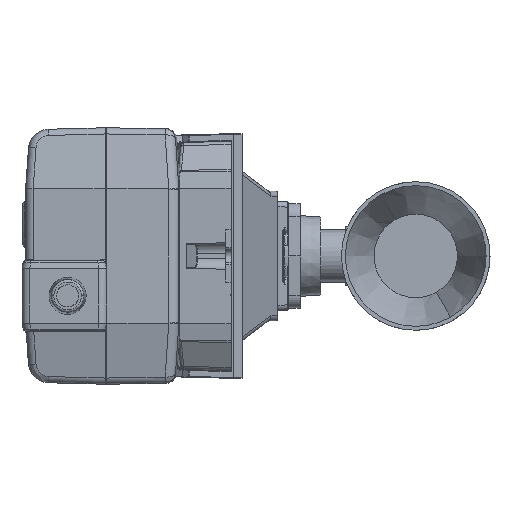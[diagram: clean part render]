
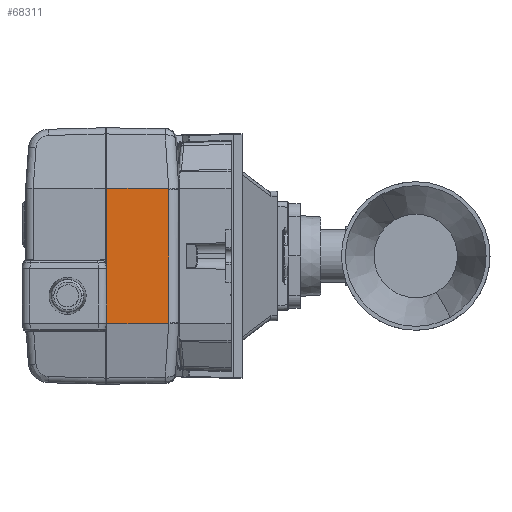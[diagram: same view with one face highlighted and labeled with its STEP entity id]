
A CAD part, left-side view. The second image highlights one B-rep face of the part: STEP entity #68311.
In plain terms, the highlighted face is planar.
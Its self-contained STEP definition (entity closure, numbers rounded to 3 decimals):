
#272 = ORIENTED_EDGE ( 'NONE', *, *, #107079, .T. ) ;
#357 = VERTEX_POINT ( 'NONE', #8624 ) ;
#372 = DIRECTION ( 'NONE',  ( 0.001, -0.998, 0.07 ) ) ;
#1374 = DIRECTION ( 'NONE',  ( 0., 1., 0. ) ) ;
#2786 = CARTESIAN_POINT ( 'NONE',  ( 159.586, 25.987, 23.97 ) ) ;
#3125 = CARTESIAN_POINT ( 'NONE',  ( 160., 26.03, 47.7 ) ) ;
#3396 = CARTESIAN_POINT ( 'NONE',  ( 159.585, 0., 23.93 ) ) ;
#4218 = DIRECTION ( 'NONE',  ( -0.017, 0., -1. ) ) ;
#4289 = VERTEX_POINT ( 'NONE', #83634 ) ;
#8151 = CARTESIAN_POINT ( 'NONE',  ( 160., 33.104, 47.7 ) ) ;
#8624 = CARTESIAN_POINT ( 'NONE',  ( 160., -26.03, 47.7 ) ) ;
#9076 = LINE ( 'NONE', #55332, #62758 ) ;
#11160 = EDGE_CURVE ( 'NONE', #4289, #97579, #108730, .T. ) ;
#15953 = EDGE_CURVE ( 'NONE', #357, #97579, #50036, .T. ) ;
#19953 = DIRECTION ( 'NONE',  ( 0., 1., 0. ) ) ;
#20670 = AXIS2_PLACEMENT_3D ( 'NONE', #59940, #60496, #4218 ) ;
#25900 = VECTOR ( 'NONE', #372, 1000. ) ;
#27496 = EDGE_CURVE ( 'NONE', #105856, #357, #69863, .T. ) ;
#27502 = EDGE_LOOP ( 'NONE', ( #33216, #61868, #272, #38279, #101944, #103315, #85973, #114802 ) ) ;
#31771 = VECTOR ( 'NONE', #104572, 1000. ) ;
#33216 = ORIENTED_EDGE ( 'NONE', *, *, #15953, .T. ) ;
#38279 = ORIENTED_EDGE ( 'NONE', *, *, #74102, .F. ) ;
#41994 = DIRECTION ( 'NONE',  ( 0., -1., 0. ) ) ;
#46676 = CARTESIAN_POINT ( 'NONE',  ( 159.585, 25.422, 23.93 ) ) ;
#50036 = LINE ( 'NONE', #61317, #96069 ) ;
#50053 = CARTESIAN_POINT ( 'NONE',  ( 159.586, -25.987, 23.97 ) ) ;
#50317 = CARTESIAN_POINT ( 'NONE',  ( 159.586, 25.987, 23.97 ) ) ;
#55332 = CARTESIAN_POINT ( 'NONE',  ( 160., -26.85, 47.7 ) ) ;
#56230 = EDGE_CURVE ( 'NONE', #57165, #58739, #57301, .T. ) ;
#57165 = VERTEX_POINT ( 'NONE', #50317 ) ;
#57301 = LINE ( 'NONE', #2786, #98427 ) ;
#58519 = VECTOR ( 'NONE', #19953, 1000. ) ;
#58739 = VERTEX_POINT ( 'NONE', #3125 ) ;
#59940 = CARTESIAN_POINT ( 'NONE',  ( 160., 0., 47.7 ) ) ;
#60496 = DIRECTION ( 'NONE',  ( 1., 0., -0.017 ) ) ;
#61202 = DIRECTION ( 'NONE',  ( -0.001, -0.998, -0.07 ) ) ;
#61317 = CARTESIAN_POINT ( 'NONE',  ( 160., -26.03, 47.7 ) ) ;
#61868 = ORIENTED_EDGE ( 'NONE', *, *, #11160, .F. ) ;
#62625 = CARTESIAN_POINT ( 'NONE',  ( 159.585, -25.709, 23.95 ) ) ;
#62758 = VECTOR ( 'NONE', #1374, 1000. ) ;
#68311 = ADVANCED_FACE ( 'NONE', ( #96590 ), #75960, .T. ) ;
#68497 = CARTESIAN_POINT ( 'NONE',  ( 160., 33.104, 47.7 ) ) ;
#69184 = CARTESIAN_POINT ( 'NONE',  ( 160., -4.8, 47.7 ) ) ;
#69863 = LINE ( 'NONE', #8151, #114053 ) ;
#74102 = EDGE_CURVE ( 'NONE', #57165, #114149, #106197, .T. ) ;
#75960 = PLANE ( 'NONE',  #20670 ) ;
#77066 = EDGE_CURVE ( 'NONE', #58739, #82625, #77376, .T. ) ;
#77376 = LINE ( 'NONE', #68497, #31771 ) ;
#77940 = DIRECTION ( 'NONE',  ( -0.017, 0.002, -1. ) ) ;
#82625 = VERTEX_POINT ( 'NONE', #69184 ) ;
#83634 = CARTESIAN_POINT ( 'NONE',  ( 159.585, -25.422, 23.93 ) ) ;
#85973 = ORIENTED_EDGE ( 'NONE', *, *, #110148, .F. ) ;
#88992 = CARTESIAN_POINT ( 'NONE',  ( 159.585, 25.709, 23.95 ) ) ;
#90963 = CARTESIAN_POINT ( 'NONE',  ( 160., -25.8, 47.7 ) ) ;
#96069 = VECTOR ( 'NONE', #77940, 1000. ) ;
#96590 = FACE_OUTER_BOUND ( 'NONE', #27502, .T. ) ;
#97579 = VERTEX_POINT ( 'NONE', #50053 ) ;
#98427 = VECTOR ( 'NONE', #100001, 1000. ) ;
#100001 = DIRECTION ( 'NONE',  ( 0.017, 0.002, 1. ) ) ;
#101944 = ORIENTED_EDGE ( 'NONE', *, *, #56230, .T. ) ;
#103315 = ORIENTED_EDGE ( 'NONE', *, *, #77066, .T. ) ;
#104572 = DIRECTION ( 'NONE',  ( 0., -1., 0. ) ) ;
#105856 = VERTEX_POINT ( 'NONE', #90963 ) ;
#106197 = LINE ( 'NONE', #88992, #114708 ) ;
#107079 = EDGE_CURVE ( 'NONE', #4289, #114149, #111808, .T. ) ;
#108730 = LINE ( 'NONE', #62625, #25900 ) ;
#110148 = EDGE_CURVE ( 'NONE', #105856, #82625, #9076, .T. ) ;
#111808 = LINE ( 'NONE', #3396, #58519 ) ;
#114053 = VECTOR ( 'NONE', #41994, 1000. ) ;
#114149 = VERTEX_POINT ( 'NONE', #46676 ) ;
#114708 = VECTOR ( 'NONE', #61202, 1000. ) ;
#114802 = ORIENTED_EDGE ( 'NONE', *, *, #27496, .T. ) ;
